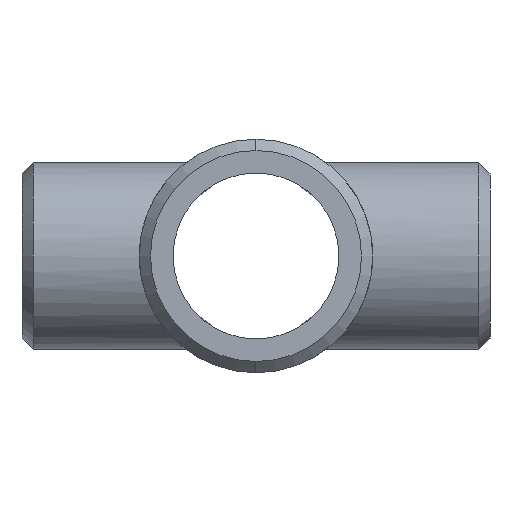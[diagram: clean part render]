
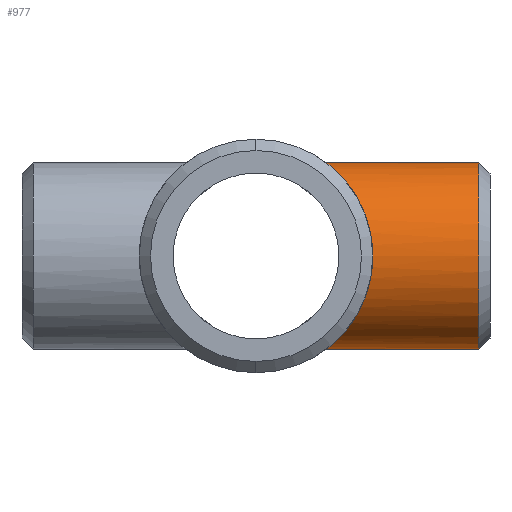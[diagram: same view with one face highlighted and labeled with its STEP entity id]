
A CAD part, left-side view. The second image highlights one B-rep face of the part: STEP entity #977.
In plain terms, the highlighted cylindrical face has radius 24.13 mm (diameter 48.26 mm), a partial arc.
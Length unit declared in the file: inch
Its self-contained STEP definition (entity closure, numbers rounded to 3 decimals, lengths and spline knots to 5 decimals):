
#4 = CARTESIAN_POINT ( 'NONE',  ( -0.83856, -1.10037, -0.44673 ) ) ;
#9 = CARTESIAN_POINT ( 'NONE',  ( -0.93576, -1.17613, 0.16705 ) ) ;
#16 = CARTESIAN_POINT ( 'NONE',  ( -0.08304, -0.71714, -0.9465 ) ) ;
#25 = CARTESIAN_POINT ( 'NONE',  ( 0., -2.26533, 0.95 ) ) ;
#27 = DIRECTION ( 'NONE',  ( 0., 1., 0. ) ) ;
#30 = CARTESIAN_POINT ( 'NONE',  ( 0., -2.26533, 0. ) ) ;
#80 = CARTESIAN_POINT ( 'NONE',  ( -0.11427, -0.72143, 0.94324 ) ) ;
#91 = CARTESIAN_POINT ( 'NONE',  ( -0.17851, -0.73437, 0.93322 ) ) ;
#98 = CARTESIAN_POINT ( 'NONE',  ( -0.31557, -0.77768, 0.89811 ) ) ;
#175 = CARTESIAN_POINT ( 'NONE',  ( -0.94851, -1.18631, -0.06252 ) ) ;
#180 = CARTESIAN_POINT ( 'NONE',  ( -0.88246, -1.13419, 0.35216 ) ) ;
#186 = CARTESIAN_POINT ( 'NONE',  ( -0.81606, -1.08329, -0.48734 ) ) ;
#192 = CARTESIAN_POINT ( 'NONE',  ( -0.8596, -1.11649, -0.40476 ) ) ;
#217 = CARTESIAN_POINT ( 'NONE',  ( -0.03342, -0.71309, -0.94956 ) ) ;
#236 = EDGE_CURVE ( 'NONE', #911, #1070, #1113, .T. ) ;
#251 = CARTESIAN_POINT ( 'NONE',  ( 0., -2.38, 0. ) ) ;
#255 = EDGE_CURVE ( 'NONE', #722, #318, #325, .T. ) ;
#264 = AXIS2_PLACEMENT_3D ( 'NONE', #251, #1177, #448 ) ;
#273 = CARTESIAN_POINT ( 'NONE',  ( -0.70838, -1.00462, -0.63373 ) ) ;
#279 = CARTESIAN_POINT ( 'NONE',  ( -0.94989, -1.18741, 0.03583 ) ) ;
#282 = CARTESIAN_POINT ( 'NONE',  ( 0., -2.38, 0.95 ) ) ;
#284 = CARTESIAN_POINT ( 'NONE',  ( -0.06568, -0.7148, 0.94829 ) ) ;
#290 = CARTESIAN_POINT ( 'NONE',  ( -0.9222, -1.16537, 0.23044 ) ) ;
#297 = CARTESIAN_POINT ( 'NONE',  ( -0.62267, -0.94574, 0.71993 ) ) ;
#301 = CARTESIAN_POINT ( 'NONE',  ( -0.22623, -0.74694, -0.92322 ) ) ;
#307 = DIRECTION ( 'NONE',  ( 0., 1., 0. ) ) ;
#318 = VERTEX_POINT ( 'NONE', #25 ) ;
#325 = CIRCLE ( 'NONE', #1010, 0.95 ) ;
#367 = CARTESIAN_POINT ( 'NONE',  ( -0.74717, -1.03235, -0.58749 ) ) ;
#385 = CARTESIAN_POINT ( 'NONE',  ( -0.57945, -0.91753, -0.75515 ) ) ;
#391 = CARTESIAN_POINT ( 'NONE',  ( -0.94809, -1.18597, 0.06872 ) ) ;
#394 = CARTESIAN_POINT ( 'NONE',  ( -0.06662, -0.71542, -0.94781 ) ) ;
#398 = CARTESIAN_POINT ( 'NONE',  ( -0.01667, -0.7125, -0.95 ) ) ;
#411 = CARTESIAN_POINT ( 'NONE',  ( -0.25712, -0.75697, -0.91507 ) ) ;
#415 = ORIENTED_EDGE ( 'NONE', *, *, #255, .T. ) ;
#439 = EDGE_CURVE ( 'NONE', #722, #1070, #1159, .T. ) ;
#448 = DIRECTION ( 'NONE',  ( 0., 0., -1. ) ) ;
#465 = CARTESIAN_POINT ( 'NONE',  ( -0.76329, -1.04409, 0.56638 ) ) ;
#470 = CARTESIAN_POINT ( 'NONE',  ( -0.8938, -1.14303, 0.32229 ) ) ;
#475 = CARTESIAN_POINT ( 'NONE',  ( -0.94099, -1.1803, 0.13469 ) ) ;
#484 = CARTESIAN_POINT ( 'NONE',  ( -0.84473, -1.10497, 0.43922 ) ) ;
#497 = CARTESIAN_POINT ( 'NONE',  ( -0.4801, -0.85887, -0.8203 ) ) ;
#507 = CARTESIAN_POINT ( 'NONE',  ( -0.13182, -0.72387, -0.94138 ) ) ;
#552 = CARTESIAN_POINT ( 'NONE',  ( -0.79993, -1.07118, -0.51335 ) ) ;
#558 = CARTESIAN_POINT ( 'NONE',  ( -0.62489, -0.94721, -0.71799 ) ) ;
#561 = CARTESIAN_POINT ( 'NONE',  ( -0.84577, -1.10587, -0.43292 ) ) ;
#568 = CARTESIAN_POINT ( 'NONE',  ( -0.68813, -0.99043, -0.65563 ) ) ;
#574 = CARTESIAN_POINT ( 'NONE',  ( -0.70638, -1.00328, 0.63542 ) ) ;
#582 = DIRECTION ( 'NONE',  ( 0., 0., -1. ) ) ;
#591 = CARTESIAN_POINT ( 'NONE',  ( -0.4277, -0.83072, -0.8488 ) ) ;
#606 = CARTESIAN_POINT ( 'NONE',  ( 0., -2.38, -0.95 ) ) ;
#636 = ORIENTED_EDGE ( 'NONE', *, *, #439, .F. ) ;
#642 = EDGE_CURVE ( 'NONE', #318, #911, #744, .T. ) ;
#648 = CARTESIAN_POINT ( 'NONE',  ( -0.67564, -0.98188, 0.668 ) ) ;
#652 = CARTESIAN_POINT ( 'NONE',  ( -0.13039, -0.72416, 0.94115 ) ) ;
#656 = DIRECTION ( 'NONE',  ( 0., 1., 0. ) ) ;
#658 = CARTESIAN_POINT ( 'NONE',  ( -0.91701, -1.16125, -0.25663 ) ) ;
#669 = CARTESIAN_POINT ( 'NONE',  ( -0.68607, -0.98909, 0.65729 ) ) ;
#699 = ORIENTED_EDGE ( 'NONE', *, *, #642, .T. ) ;
#721 = FACE_OUTER_BOUND ( 'NONE', #1117, .T. ) ;
#722 = VERTEX_POINT ( 'NONE', #1174 ) ;
#731 = CARTESIAN_POINT ( 'NONE',  ( 0., -0.7125, 0.95 ) ) ;
#739 = CARTESIAN_POINT ( 'NONE',  ( -0.94151, -1.18072, -0.12779 ) ) ;
#744 = LINE ( 'NONE', #282, #1107 ) ;
#746 = CARTESIAN_POINT ( 'NONE',  ( -0.74511, -1.03086, 0.59008 ) ) ;
#751 = CARTESIAN_POINT ( 'NONE',  ( -0.42671, -0.83021, 0.8493 ) ) ;
#760 = CARTESIAN_POINT ( 'NONE',  ( -0.76549, -1.04571, -0.56342 ) ) ;
#842 = CARTESIAN_POINT ( 'NONE',  ( -0.89759, -1.14589, -0.31758 ) ) ;
#847 = CARTESIAN_POINT ( 'NONE',  ( -0.03299, -0.7125, 0.95 ) ) ;
#852 = CARTESIAN_POINT ( 'NONE',  ( -0.93358, -1.17441, -0.1766 ) ) ;
#856 = CARTESIAN_POINT ( 'NONE',  ( -0.91386, -1.15877, 0.26151 ) ) ;
#878 = CARTESIAN_POINT ( 'NONE',  ( 0., -0.7125, -0.95 ) ) ;
#911 = VERTEX_POINT ( 'NONE', #731 ) ;
#922 = CARTESIAN_POINT ( 'NONE',  ( -0.25691, -0.75498, 0.91684 ) ) ;
#928 = CARTESIAN_POINT ( 'NONE',  ( -0.50423, -0.87265, 0.80568 ) ) ;
#933 = CARTESIAN_POINT ( 'NONE',  ( -0.81466, -1.08203, 0.49238 ) ) ;
#938 = CARTESIAN_POINT ( 'NONE',  ( -0.1625, -0.73063, 0.93614 ) ) ;
#944 = CARTESIAN_POINT ( 'NONE',  ( -0.47903, -0.85828, 0.82092 ) ) ;
#950 = CARTESIAN_POINT ( 'NONE',  ( -0.16367, -0.73043, -0.93634 ) ) ;
#977 = ADVANCED_FACE ( 'NONE', ( #721 ), #1094, .T. ) ;
#982 = VECTOR ( 'NONE', #27, 39.37008 ) ;
#994 = ORIENTED_EDGE ( 'NONE', *, *, #236, .T. ) ;
#1010 = AXIS2_PLACEMENT_3D ( 'NONE', #30, #307, #582 ) ;
#1024 = CARTESIAN_POINT ( 'NONE',  ( -0.87641, -1.12948, 0.36696 ) ) ;
#1028 = CARTESIAN_POINT ( 'NONE',  ( -0.8991, -1.14718, 0.30721 ) ) ;
#1035 = CARTESIAN_POINT ( 'NONE',  ( -0.86624, -1.12161, -0.39036 ) ) ;
#1040 = CARTESIAN_POINT ( 'NONE',  ( -0.94358, -1.18237, -0.11149 ) ) ;
#1059 = CARTESIAN_POINT ( 'NONE',  ( -0.40076, -0.8171, -0.86186 ) ) ;
#1070 = VERTEX_POINT ( 'NONE', #1125 ) ;
#1094 = CYLINDRICAL_SURFACE ( 'NONE', #264, 0.95 ) ;
#1107 = VECTOR ( 'NONE', #656, 39.37008 ) ;
#1113 = B_SPLINE_CURVE_WITH_KNOTS ( 'NONE', 3,
 ( #1126, #847, #284, #80, #652, #938, #91, #922, #98, #1216, #751, #944, #928, #1137, #297, #648, #669, #574, #1115, #746, #465, #933, #484, #1024, #180, #470, #1028, #856, #290, #9, #475, #391, #279, #1203, #175, #1040, #739, #1120, #852, #658, #842, #1035, #192, #561, #4, #186, #552, #760, #367, #273, #568, #558, #385, #1147, #497, #591, #1059, #1141, #1152, #411, #301, #950, #507, #16, #394, #217, #398, #878 ),
 .UNSPECIFIED., .F., .F.,
 ( 4, 2, 2, 2, 2, 2, 2, 2, 2, 2, 2, 2, 2, 2, 2, 2, 2, 2, 2, 2, 2, 2, 2, 2, 2, 2, 2, 2, 2, 2, 2, 2, 2, 4 ),
 ( 0.08003, 0.08253, 0.08378, 0.08503, 0.09003, 0.09253, 0.09503, 0.10002, 0.10127, 0.10252, 0.10502, 0.11002, 0.11127, 0.11252, 0.11502, 0.11752, 0.12002, 0.12251, 0.12376, 0.12501, 0.13001, 0.13126, 0.13251, 0.13501, 0.13751, 0.14001, 0.14501, 0.14751, 0.15, 0.1525, 0.155, 0.1575, 0.15875, 0.16 ),
 .UNSPECIFIED. ) ;
#1115 = CARTESIAN_POINT ( 'NONE',  ( -0.71626, -1.01027, 0.62426 ) ) ;
#1117 = EDGE_LOOP ( 'NONE', ( #415, #699, #994, #636 ) ) ;
#1120 = CARTESIAN_POINT ( 'NONE',  ( -0.93652, -1.17674, -0.16035 ) ) ;
#1125 = CARTESIAN_POINT ( 'NONE',  ( 0., -0.7125, -0.95 ) ) ;
#1126 = CARTESIAN_POINT ( 'NONE',  ( 0., -0.7125, 0.95 ) ) ;
#1137 = CARTESIAN_POINT ( 'NONE',  ( -0.57729, -0.91618, 0.75675 ) ) ;
#1141 = CARTESIAN_POINT ( 'NONE',  ( -0.34517, -0.79132, -0.88559 ) ) ;
#1147 = CARTESIAN_POINT ( 'NONE',  ( -0.50566, -0.87348, -0.80479 ) ) ;
#1152 = CARTESIAN_POINT ( 'NONE',  ( -0.31652, -0.77916, -0.89626 ) ) ;
#1159 = LINE ( 'NONE', #606, #982 ) ;
#1174 = CARTESIAN_POINT ( 'NONE',  ( 0., -2.26533, -0.95 ) ) ;
#1177 = DIRECTION ( 'NONE',  ( 0., 1., 0. ) ) ;
#1203 = CARTESIAN_POINT ( 'NONE',  ( -0.9501, -1.18758, -0.02979 ) ) ;
#1216 = CARTESIAN_POINT ( 'NONE',  ( -0.39943, -0.81645, 0.86248 ) ) ;
